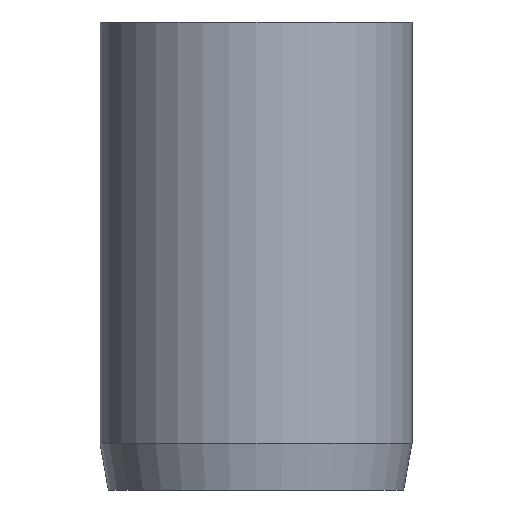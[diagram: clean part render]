
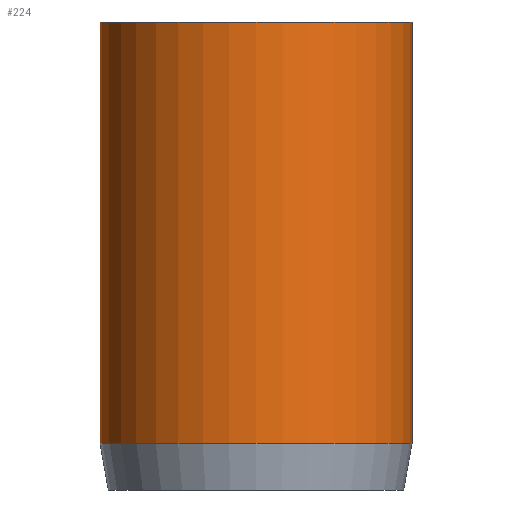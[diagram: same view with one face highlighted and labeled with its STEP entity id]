
A CAD part, front view. The second image highlights one B-rep face of the part: STEP entity #224.
In plain terms, the highlighted cylindrical face has radius 5 mm (diameter 10 mm), a partial arc.
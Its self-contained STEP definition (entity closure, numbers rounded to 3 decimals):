
#9 = AXIS2_PLACEMENT_3D ( 'NONE', #707, #367, #286 ) ;
#15 = AXIS2_PLACEMENT_3D ( 'NONE', #1086, #537, #16 ) ;
#16 = DIRECTION ( 'NONE',  ( 1., 0., 0. ) ) ;
#40 = CYLINDRICAL_SURFACE ( 'NONE', #9, 5. ) ;
#109 = DIRECTION ( 'NONE',  ( 0., 0., 1. ) ) ;
#121 = CARTESIAN_POINT ( 'NONE',  ( 5., 0., 1.5 ) ) ;
#128 = CARTESIAN_POINT ( 'NONE',  ( -5., 0., 15. ) ) ;
#167 = ORIENTED_EDGE ( 'NONE', *, *, #902, .T. ) ;
#206 = CARTESIAN_POINT ( 'NONE',  ( -5., 0., 1.5 ) ) ;
#209 = VERTEX_POINT ( 'NONE', #451 ) ;
#218 = CIRCLE ( 'NONE', #324, 5. ) ;
#224 = ADVANCED_FACE ( 'NONE', ( #600 ), #40, .T. ) ;
#272 = VECTOR ( 'NONE', #1015, 1000. ) ;
#286 = DIRECTION ( 'NONE',  ( -1., 0., 0. ) ) ;
#314 = VERTEX_POINT ( 'NONE', #1139 ) ;
#324 = AXIS2_PLACEMENT_3D ( 'NONE', #623, #109, #720 ) ;
#331 = LINE ( 'NONE', #128, #952 ) ;
#367 = DIRECTION ( 'NONE',  ( 0., 0., -1. ) ) ;
#451 = CARTESIAN_POINT ( 'NONE',  ( -5., 0., 15. ) ) ;
#472 = CARTESIAN_POINT ( 'NONE',  ( 5., 0., 15. ) ) ;
#473 = CIRCLE ( 'NONE', #15, 5. ) ;
#537 = DIRECTION ( 'NONE',  ( 0., 0., 1. ) ) ;
#600 = FACE_OUTER_BOUND ( 'NONE', #851, .T. ) ;
#623 = CARTESIAN_POINT ( 'NONE',  ( 0., 0., 1.5 ) ) ;
#707 = CARTESIAN_POINT ( 'NONE',  ( 0., 0., 15. ) ) ;
#720 = DIRECTION ( 'NONE',  ( 1., 0., 0. ) ) ;
#755 = ORIENTED_EDGE ( 'NONE', *, *, #953, .F. ) ;
#788 = ORIENTED_EDGE ( 'NONE', *, *, #894, .F. ) ;
#851 = EDGE_LOOP ( 'NONE', ( #788, #755, #167, #889 ) ) ;
#889 = ORIENTED_EDGE ( 'NONE', *, *, #968, .T. ) ;
#894 = EDGE_CURVE ( 'NONE', #314, #1031, #980, .T. ) ;
#902 = EDGE_CURVE ( 'NONE', #209, #997, #331, .T. ) ;
#952 = VECTOR ( 'NONE', #1104, 1000. ) ;
#953 = EDGE_CURVE ( 'NONE', #209, #314, #473, .T. ) ;
#968 = EDGE_CURVE ( 'NONE', #997, #1031, #218, .T. ) ;
#980 = LINE ( 'NONE', #472, #272 ) ;
#997 = VERTEX_POINT ( 'NONE', #206 ) ;
#1015 = DIRECTION ( 'NONE',  ( 0., 0., -1. ) ) ;
#1031 = VERTEX_POINT ( 'NONE', #121 ) ;
#1086 = CARTESIAN_POINT ( 'NONE',  ( 0., 0., 15. ) ) ;
#1104 = DIRECTION ( 'NONE',  ( 0., 0., -1. ) ) ;
#1139 = CARTESIAN_POINT ( 'NONE',  ( 5., 0., 15. ) ) ;
